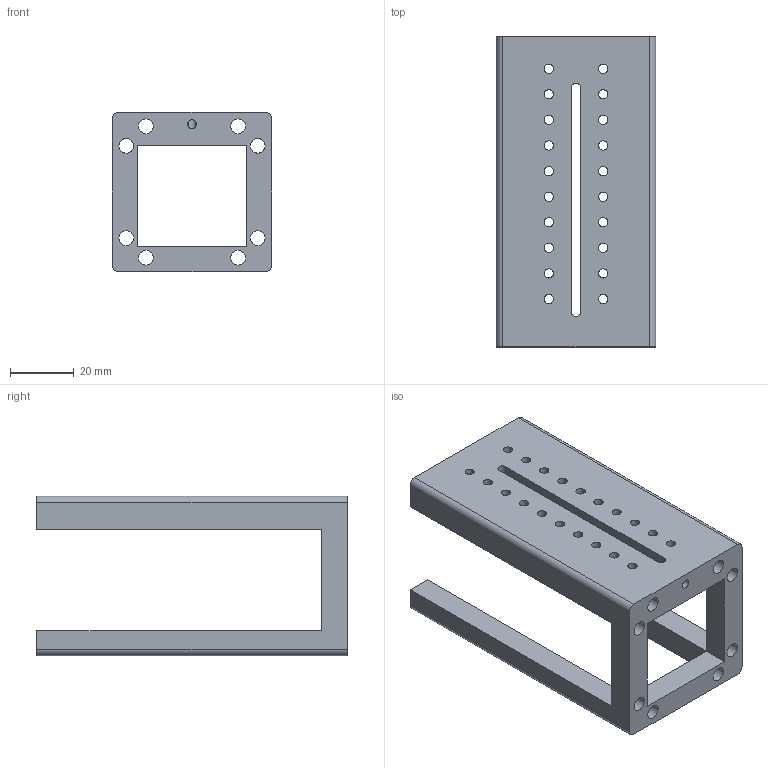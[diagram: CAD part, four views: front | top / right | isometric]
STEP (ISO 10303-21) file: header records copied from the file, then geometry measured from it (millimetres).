
FILE_DESCRIPTION(/* description */ (''),/* implementation_level */ '2;1');
FILE_NAME(/* name */ '00_Linear_Stage_NEMA11_Mount.ipt.step',/* time_stamp */ '2022-11-29T07:43:51+01:00',/* author */ ('wanghaoran'),/* organization */ (''),/* preprocessor_version */ 'ST-DEVELOPER v18.1',/* originating_system */ 'Autodesk Inventor 2022',/* authorisation */ '');
FILE_SCHEMA (('AUTOMOTIVE_DESIGN { 1 0 10303 214 3 1 1 }'));
Length unit declared in the file: millimetre
Products named in the file (1): 00_Linear_Stage_NEMA11_Mount
Bounding box: 49.8 x 97 x 49.8 mm (x, y, z)
Volume: 57555.1 mm3; surface area: 28532.3 mm2
Topology: 1 solids, 1 shells, 70 faces, 192 edges, 126 vertices
Faces by surface type: cylinder 40, plane 30
Full cylindrical faces by diameter (mm): 2.8 x6, 2.9 x20, 4.6 x8
Entity records: 2449 total; most frequent: CARTESIAN_POINT 423, DIRECTION 418, ORIENTED_EDGE 384, EDGE_CURVE 192, AXIS2_PLACEMENT_3D 157, EDGE_LOOP 134, VERTEX_POINT 126, LINE 104
